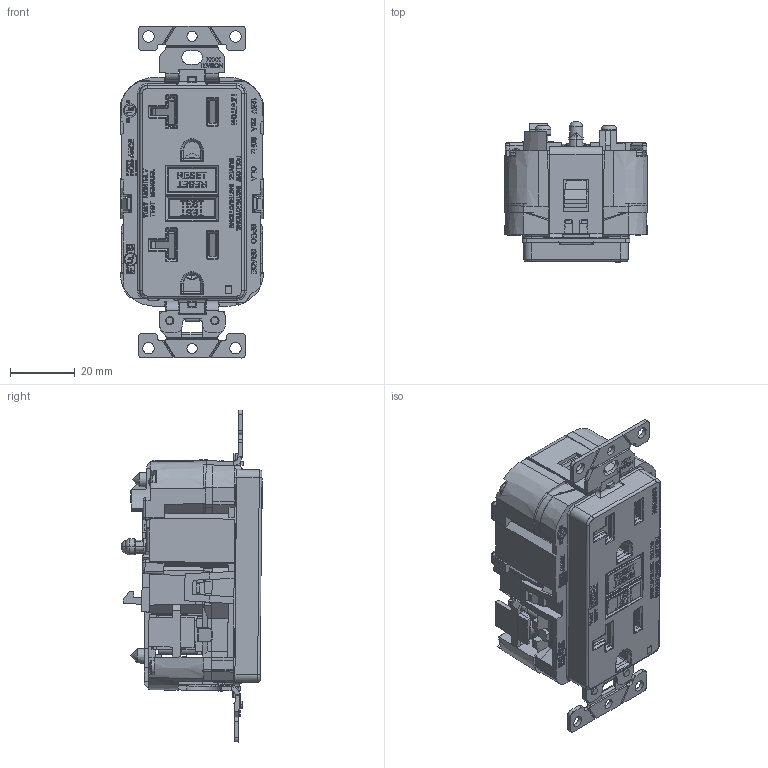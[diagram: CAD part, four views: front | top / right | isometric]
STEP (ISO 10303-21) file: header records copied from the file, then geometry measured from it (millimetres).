
FILE_DESCRIPTION (( 'STEP AP214' ), '1' );
FILE_NAME ('CATSTD-MGFN2-000.STEP', '2020-08-11T15:00:29', ( '' ), ( '' ), 'SwSTEP 2.0', 'SolidWorks 2017', '' );
FILE_SCHEMA (( 'AUTOMOTIVE_DESIGN' ));
Length unit declared in the file: inch
Products named in the file (1): CATSTD-MGFN2-000
Bounding box: 44.57 x 43.65 x 102.95 mm (x, y, z)
Surface area: 30189.2 mm2 (no closed solid volume)
Topology: 0 solids, 127 shells, 4652 faces, 21412 edges, 16321 vertices
Faces by surface type: plane 3140, bspline 1025, cylinder 389, cone 56, sphere 23, torus 19
Entity records: 344586 total; most frequent: CARTESIAN_POINT 132304, ORIENTED_EDGE 30299, DIRECTION 23653, EDGE_CURVE 21394, VERTEX_POINT 16321, VECTOR 14695, LINE 14695, B_SPLINE_CURVE_WITH_KNOTS 5439
